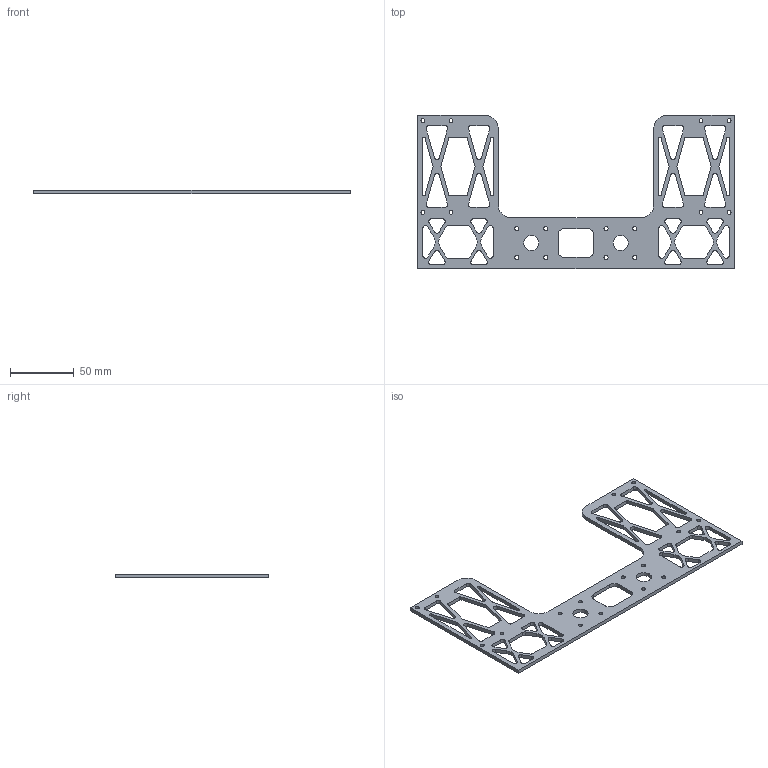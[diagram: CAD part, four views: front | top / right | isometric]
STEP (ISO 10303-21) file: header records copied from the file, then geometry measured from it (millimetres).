
FILE_DESCRIPTION (( 'STEP AP203' ), '1' );
FILE_NAME ('整体电机固定盒x1-碳板.STEP', '2024-08-12T06:02:10', ( '' ), ( '' ), 'SwSTEP 2.0', 'SolidWorks 2020', '' );
FILE_SCHEMA (( 'CONFIG_CONTROL_DESIGN' ));
Length unit declared in the file: millimetre
Products named in the file (1): 整体电机固定盒x1-碳板
Bounding box: 248 x 120 x 3 mm (x, y, z)
Volume: 33840.8 mm3; surface area: 31975 mm2
Topology: 1 solids, 1 shells, 274 faces, 816 edges, 544 vertices
Faces by surface type: cylinder 164, plane 110
Entity records: 9593 total; most frequent: DIRECTION 1694, CARTESIAN_POINT 1635, ORIENTED_EDGE 1632, EDGE_CURVE 816, AXIS2_PLACEMENT_3D 603, VERTEX_POINT 544, VECTOR 488, LINE 488
